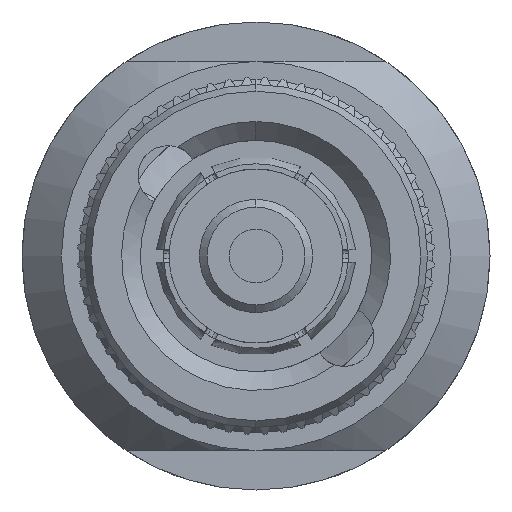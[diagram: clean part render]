
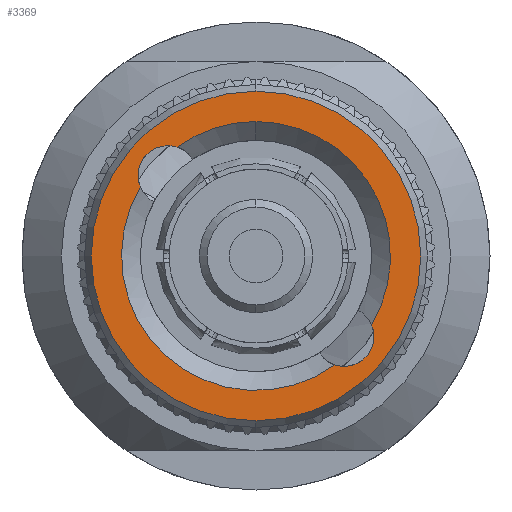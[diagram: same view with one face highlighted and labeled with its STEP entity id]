
A CAD part, left-side view. The second image highlights one B-rep face of the part: STEP entity #3369.
In plain terms, the highlighted planar face has unit normal (-1, 0, 0).
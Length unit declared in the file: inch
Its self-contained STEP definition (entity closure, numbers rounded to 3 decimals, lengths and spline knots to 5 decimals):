
#221 = VERTEX_POINT ( 'NONE', #4953 ) ;
#304 = PLANE ( 'NONE',  #7848 ) ;
#363 = EDGE_CURVE ( 'NONE', #1285, #7485, #5519, .T. ) ;
#747 = EDGE_CURVE ( 'NONE', #12518, #6453, #12535, .T. ) ;
#781 = AXIS2_PLACEMENT_3D ( 'NONE', #7300, #5177, #11568 ) ;
#835 = ORIENTED_EDGE ( 'NONE', *, *, #4652, .T. ) ;
#1097 = CARTESIAN_POINT ( 'NONE',  ( 0.33873, 0., 0. ) ) ;
#1285 = VERTEX_POINT ( 'NONE', #9300 ) ;
#1377 = CARTESIAN_POINT ( 'NONE',  ( 0.33873, 0., 0. ) ) ;
#2524 = CARTESIAN_POINT ( 'NONE',  ( 0.33873, -0.14101, -0.17636 ) ) ;
#2607 = CARTESIAN_POINT ( 'NONE',  ( 0.33873, 0., 0.26339 ) ) ;
#2891 = DIRECTION ( 'NONE',  ( 1., 0., 0. ) ) ;
#3196 = EDGE_CURVE ( 'NONE', #6088, #4942, #7648, .T. ) ;
#3369 = ADVANCED_FACE ( 'NONE', ( #11451, #11252 ), #304, .F. ) ;
#3540 = CIRCLE ( 'NONE', #5228, 0.21494 ) ;
#3688 = DIRECTION ( 'NONE',  ( 0., 0., -1. ) ) ;
#3716 = CIRCLE ( 'NONE', #9013, 0.04758 ) ;
#3734 = EDGE_LOOP ( 'NONE', ( #10439, #10886, #5523, #5895, #835, #5741 ) ) ;
#4213 = DIRECTION ( 'NONE',  ( 0., 1., 0. ) ) ;
#4652 = EDGE_CURVE ( 'NONE', #4670, #221, #8718, .T. ) ;
#4670 = VERTEX_POINT ( 'NONE', #9197 ) ;
#4673 = CARTESIAN_POINT ( 'NONE',  ( 0.33873, 0., 0. ) ) ;
#4675 = DIRECTION ( 'NONE',  ( 0., 0., -1. ) ) ;
#4687 = AXIS2_PLACEMENT_3D ( 'NONE', #1097, #2891, #6206 ) ;
#4915 = ORIENTED_EDGE ( 'NONE', *, *, #3196, .F. ) ;
#4942 = VERTEX_POINT ( 'NONE', #7780 ) ;
#4953 = CARTESIAN_POINT ( 'NONE',  ( 0.33873, 0.1847, 0.10993 ) ) ;
#4964 = AXIS2_PLACEMENT_3D ( 'NONE', #12923, #12990, #4675 ) ;
#5177 = DIRECTION ( 'NONE',  ( 1., 0., 0. ) ) ;
#5228 = AXIS2_PLACEMENT_3D ( 'NONE', #12896, #5584, #9772 ) ;
#5519 = CIRCLE ( 'NONE', #10822, 0.21494 ) ;
#5523 = ORIENTED_EDGE ( 'NONE', *, *, #747, .T. ) ;
#5584 = DIRECTION ( 'NONE',  ( 1., 0., 0. ) ) ;
#5741 = ORIENTED_EDGE ( 'NONE', *, *, #8433, .T. ) ;
#5884 = ORIENTED_EDGE ( 'NONE', *, *, #11979, .F. ) ;
#5895 = ORIENTED_EDGE ( 'NONE', *, *, #11063, .T. ) ;
#5901 = DIRECTION ( 'NONE',  ( 1., 0., 0. ) ) ;
#6088 = VERTEX_POINT ( 'NONE', #2607 ) ;
#6206 = DIRECTION ( 'NONE',  ( 0., 0., -1. ) ) ;
#6275 = CARTESIAN_POINT ( 'NONE',  ( 0.33873, -0.14101, -0.12878 ) ) ;
#6453 = VERTEX_POINT ( 'NONE', #2524 ) ;
#6706 = CARTESIAN_POINT ( 'NONE',  ( 0.33873, -0.14101, -0.12878 ) ) ;
#7300 = CARTESIAN_POINT ( 'NONE',  ( 0.33873, 0., 0. ) ) ;
#7485 = VERTEX_POINT ( 'NONE', #8756 ) ;
#7648 = CIRCLE ( 'NONE', #7880, 0.26339 ) ;
#7761 = DIRECTION ( 'NONE',  ( 0., 0., -1. ) ) ;
#7780 = CARTESIAN_POINT ( 'NONE',  ( 0.33873, 0., -0.26339 ) ) ;
#7848 = AXIS2_PLACEMENT_3D ( 'NONE', #8318, #11392, #4213 ) ;
#7880 = AXIS2_PLACEMENT_3D ( 'NONE', #4673, #12796, #9123 ) ;
#8318 = CARTESIAN_POINT ( 'NONE',  ( 0.33873, 0., -0.26339 ) ) ;
#8433 = EDGE_CURVE ( 'NONE', #221, #1285, #11764, .T. ) ;
#8718 = CIRCLE ( 'NONE', #4687, 0.21494 ) ;
#8756 = CARTESIAN_POINT ( 'NONE',  ( 0.33873, 0., 0.21494 ) ) ;
#8790 = CARTESIAN_POINT ( 'NONE',  ( 0.33873, -0.1847, -0.10993 ) ) ;
#8905 = AXIS2_PLACEMENT_3D ( 'NONE', #6706, #5901, #7761 ) ;
#9013 = AXIS2_PLACEMENT_3D ( 'NONE', #6275, #11599, #11458 ) ;
#9123 = DIRECTION ( 'NONE',  ( 0., 0., -1. ) ) ;
#9197 = CARTESIAN_POINT ( 'NONE',  ( 0.33873, -0.1262, -0.174 ) ) ;
#9300 = CARTESIAN_POINT ( 'NONE',  ( 0.33873, 0.1262, 0.174 ) ) ;
#9772 = DIRECTION ( 'NONE',  ( 0., 0., -1. ) ) ;
#10439 = ORIENTED_EDGE ( 'NONE', *, *, #363, .T. ) ;
#10822 = AXIS2_PLACEMENT_3D ( 'NONE', #1377, #11859, #3688 ) ;
#10886 = ORIENTED_EDGE ( 'NONE', *, *, #11720, .T. ) ;
#11063 = EDGE_CURVE ( 'NONE', #6453, #4670, #3716, .T. ) ;
#11181 = CIRCLE ( 'NONE', #781, 0.26339 ) ;
#11252 = FACE_OUTER_BOUND ( 'NONE', #11528, .T. ) ;
#11392 = DIRECTION ( 'NONE',  ( 1., 0., 0. ) ) ;
#11451 = FACE_BOUND ( 'NONE', #3734, .T. ) ;
#11458 = DIRECTION ( 'NONE',  ( 0., 0., -1. ) ) ;
#11528 = EDGE_LOOP ( 'NONE', ( #5884, #4915 ) ) ;
#11568 = DIRECTION ( 'NONE',  ( 0., 0., -1. ) ) ;
#11599 = DIRECTION ( 'NONE',  ( 1., 0., 0. ) ) ;
#11720 = EDGE_CURVE ( 'NONE', #7485, #12518, #3540, .T. ) ;
#11764 = CIRCLE ( 'NONE', #4964, 0.04758 ) ;
#11859 = DIRECTION ( 'NONE',  ( 1., 0., 0. ) ) ;
#11979 = EDGE_CURVE ( 'NONE', #4942, #6088, #11181, .T. ) ;
#12518 = VERTEX_POINT ( 'NONE', #8790 ) ;
#12535 = CIRCLE ( 'NONE', #8905, 0.04758 ) ;
#12796 = DIRECTION ( 'NONE',  ( 1., 0., 0. ) ) ;
#12896 = CARTESIAN_POINT ( 'NONE',  ( 0.33873, 0., 0. ) ) ;
#12923 = CARTESIAN_POINT ( 'NONE',  ( 0.33873, 0.14101, 0.12878 ) ) ;
#12990 = DIRECTION ( 'NONE',  ( 1., 0., 0. ) ) ;
